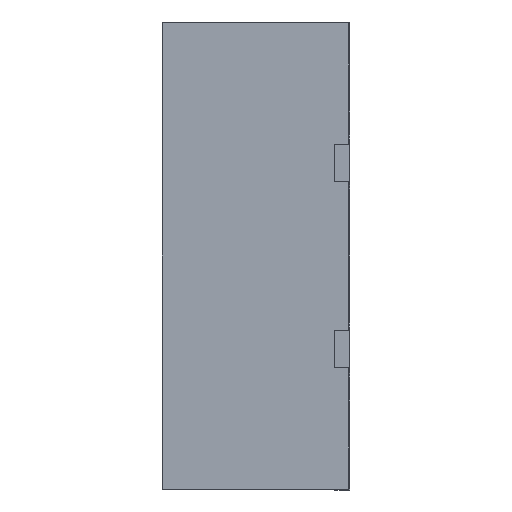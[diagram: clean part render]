
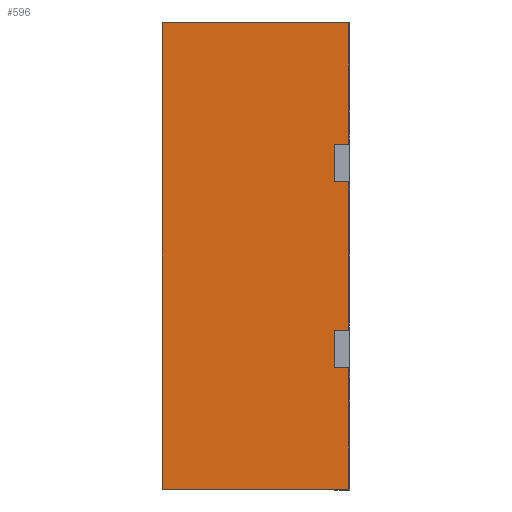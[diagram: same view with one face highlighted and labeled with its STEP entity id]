
A CAD part, left-side view. The second image highlights one B-rep face of the part: STEP entity #596.
In plain terms, the highlighted planar face has unit normal (-1, 0, 0).
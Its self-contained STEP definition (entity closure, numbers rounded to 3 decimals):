
#59 = LINE ( 'NONE', #2210, #550 ) ;
#95 = CARTESIAN_POINT ( 'NONE',  ( -1.6, 0., 1.25 ) ) ;
#261 = VECTOR ( 'NONE', #832, 1000. ) ;
#410 = EDGE_CURVE ( 'NONE', #4677, #2525, #1556, .T. ) ;
#424 = LINE ( 'NONE', #4757, #2499 ) ;
#550 = VECTOR ( 'NONE', #2595, 1000. ) ;
#560 = ORIENTED_EDGE ( 'NONE', *, *, #2874, .F. ) ;
#561 = EDGE_CURVE ( 'NONE', #1492, #3422, #873, .T. ) ;
#596 = ADVANCED_FACE ( 'NONE', ( #4815 ), #2725, .F. ) ;
#626 = CARTESIAN_POINT ( 'NONE',  ( -1.6, 0., 0.4 ) ) ;
#641 = LINE ( 'NONE', #2601, #5076 ) ;
#815 = CARTESIAN_POINT ( 'NONE',  ( -1.6, 0., -1.25 ) ) ;
#832 = DIRECTION ( 'NONE',  ( 0., 0., -1. ) ) ;
#851 = ORIENTED_EDGE ( 'NONE', *, *, #4812, .F. ) ;
#873 = LINE ( 'NONE', #2754, #2849 ) ;
#943 = CARTESIAN_POINT ( 'NONE',  ( -1.6, 1., 1.25 ) ) ;
#1031 = DIRECTION ( 'NONE',  ( 0., -1., 0. ) ) ;
#1128 = DIRECTION ( 'NONE',  ( 1., 0., 0. ) ) ;
#1177 = EDGE_CURVE ( 'NONE', #1492, #2838, #59, .T. ) ;
#1179 = VERTEX_POINT ( 'NONE', #4121 ) ;
#1247 = LINE ( 'NONE', #3413, #4890 ) ;
#1297 = VECTOR ( 'NONE', #2760, 1000. ) ;
#1492 = VERTEX_POINT ( 'NONE', #3928 ) ;
#1527 = VERTEX_POINT ( 'NONE', #95 ) ;
#1534 = CARTESIAN_POINT ( 'NONE',  ( -1.6, 0.075, 0.4 ) ) ;
#1556 = LINE ( 'NONE', #4147, #3091 ) ;
#1722 = DIRECTION ( 'NONE',  ( 0., -1., 0. ) ) ;
#1804 = EDGE_CURVE ( 'NONE', #2388, #4449, #4486, .T. ) ;
#1853 = DIRECTION ( 'NONE',  ( 0., 1., 0. ) ) ;
#1999 = DIRECTION ( 'NONE',  ( 0., 0., 1. ) ) ;
#2007 = CARTESIAN_POINT ( 'NONE',  ( -1.6, 0., 0.6 ) ) ;
#2187 = CARTESIAN_POINT ( 'NONE',  ( -1.6, 0., -1.25 ) ) ;
#2206 = CARTESIAN_POINT ( 'NONE',  ( -1.6, 1., 1.25 ) ) ;
#2210 = CARTESIAN_POINT ( 'NONE',  ( -1.6, 1., -1.25 ) ) ;
#2224 = CARTESIAN_POINT ( 'NONE',  ( -1.6, 0.075, 0.4 ) ) ;
#2291 = CARTESIAN_POINT ( 'NONE',  ( -1.6, 0.075, -0.4 ) ) ;
#2319 = CARTESIAN_POINT ( 'NONE',  ( -1.6, 0.075, 0.6 ) ) ;
#2388 = VERTEX_POINT ( 'NONE', #3865 ) ;
#2392 = CARTESIAN_POINT ( 'NONE',  ( -1.6, 0.075, -0.6 ) ) ;
#2499 = VECTOR ( 'NONE', #4735, 1000. ) ;
#2525 = VERTEX_POINT ( 'NONE', #2319 ) ;
#2595 = DIRECTION ( 'NONE',  ( 0., -1., 0. ) ) ;
#2601 = CARTESIAN_POINT ( 'NONE',  ( -1.6, -0.005, 0.4 ) ) ;
#2661 = EDGE_CURVE ( 'NONE', #4677, #1527, #424, .T. ) ;
#2675 = EDGE_CURVE ( 'NONE', #2838, #1179, #4470, .T. ) ;
#2679 = DIRECTION ( 'NONE',  ( 0., 1., 0. ) ) ;
#2721 = ORIENTED_EDGE ( 'NONE', *, *, #1804, .T. ) ;
#2725 = PLANE ( 'NONE',  #5012 ) ;
#2754 = CARTESIAN_POINT ( 'NONE',  ( -1.6, 1., -1.25 ) ) ;
#2760 = DIRECTION ( 'NONE',  ( 0., 0., -1. ) ) ;
#2808 = ORIENTED_EDGE ( 'NONE', *, *, #5087, .F. ) ;
#2838 = VERTEX_POINT ( 'NONE', #2187 ) ;
#2849 = VECTOR ( 'NONE', #4729, 1000. ) ;
#2874 = EDGE_CURVE ( 'NONE', #3422, #1527, #3350, .T. ) ;
#2922 = ORIENTED_EDGE ( 'NONE', *, *, #3492, .F. ) ;
#2990 = ORIENTED_EDGE ( 'NONE', *, *, #4496, .F. ) ;
#3091 = VECTOR ( 'NONE', #2679, 1000. ) ;
#3255 = ORIENTED_EDGE ( 'NONE', *, *, #2675, .T. ) ;
#3256 = EDGE_CURVE ( 'NONE', #4010, #3904, #4704, .T. ) ;
#3350 = LINE ( 'NONE', #2206, #4204 ) ;
#3351 = DIRECTION ( 'NONE',  ( 0., -1., 0. ) ) ;
#3366 = CARTESIAN_POINT ( 'NONE',  ( -1.6, 0.075, -0.6 ) ) ;
#3413 = CARTESIAN_POINT ( 'NONE',  ( -1.6, -0.005, -0.4 ) ) ;
#3422 = VERTEX_POINT ( 'NONE', #943 ) ;
#3438 = VECTOR ( 'NONE', #1999, 1000. ) ;
#3492 = EDGE_CURVE ( 'NONE', #3633, #4449, #641, .T. ) ;
#3530 = EDGE_LOOP ( 'NONE', ( #2922, #2808, #3589, #4952, #560, #3918, #5003, #3255, #851, #3719, #2990, #2721 ) ) ;
#3589 = ORIENTED_EDGE ( 'NONE', *, *, #410, .F. ) ;
#3633 = VERTEX_POINT ( 'NONE', #2224 ) ;
#3719 = ORIENTED_EDGE ( 'NONE', *, *, #3256, .F. ) ;
#3865 = CARTESIAN_POINT ( 'NONE',  ( -1.6, 0., -0.4 ) ) ;
#3880 = DIRECTION ( 'NONE',  ( 0., 0., -1. ) ) ;
#3904 = VERTEX_POINT ( 'NONE', #3366 ) ;
#3918 = ORIENTED_EDGE ( 'NONE', *, *, #561, .F. ) ;
#3928 = CARTESIAN_POINT ( 'NONE',  ( -1.6, 1., -1.25 ) ) ;
#3963 = CARTESIAN_POINT ( 'NONE',  ( -1.6, 0., -1.25 ) ) ;
#4010 = VERTEX_POINT ( 'NONE', #2291 ) ;
#4019 = CARTESIAN_POINT ( 'NONE',  ( -1.6, -0.005, -0.6 ) ) ;
#4121 = CARTESIAN_POINT ( 'NONE',  ( -1.6, 0., -0.6 ) ) ;
#4122 = LINE ( 'NONE', #1534, #1297 ) ;
#4147 = CARTESIAN_POINT ( 'NONE',  ( -1.6, -0.005, 0.6 ) ) ;
#4204 = VECTOR ( 'NONE', #3351, 1000. ) ;
#4325 = VECTOR ( 'NONE', #1722, 1000. ) ;
#4351 = DIRECTION ( 'NONE',  ( 0., 0., 1. ) ) ;
#4449 = VERTEX_POINT ( 'NONE', #626 ) ;
#4470 = LINE ( 'NONE', #3963, #4734 ) ;
#4486 = LINE ( 'NONE', #815, #3438 ) ;
#4496 = EDGE_CURVE ( 'NONE', #2388, #4010, #1247, .T. ) ;
#4655 = CARTESIAN_POINT ( 'NONE',  ( -1.6, 1., -1.25 ) ) ;
#4677 = VERTEX_POINT ( 'NONE', #2007 ) ;
#4704 = LINE ( 'NONE', #2392, #261 ) ;
#4729 = DIRECTION ( 'NONE',  ( 0., 0., 1. ) ) ;
#4734 = VECTOR ( 'NONE', #4351, 1000. ) ;
#4735 = DIRECTION ( 'NONE',  ( 0., 0., 1. ) ) ;
#4757 = CARTESIAN_POINT ( 'NONE',  ( -1.6, 0., -1.25 ) ) ;
#4777 = LINE ( 'NONE', #4019, #4325 ) ;
#4812 = EDGE_CURVE ( 'NONE', #3904, #1179, #4777, .T. ) ;
#4815 = FACE_OUTER_BOUND ( 'NONE', #3530, .T. ) ;
#4890 = VECTOR ( 'NONE', #1853, 1000. ) ;
#4952 = ORIENTED_EDGE ( 'NONE', *, *, #2661, .T. ) ;
#5003 = ORIENTED_EDGE ( 'NONE', *, *, #1177, .T. ) ;
#5012 = AXIS2_PLACEMENT_3D ( 'NONE', #4655, #1128, #3880 ) ;
#5076 = VECTOR ( 'NONE', #1031, 1000. ) ;
#5087 = EDGE_CURVE ( 'NONE', #2525, #3633, #4122, .T. ) ;
